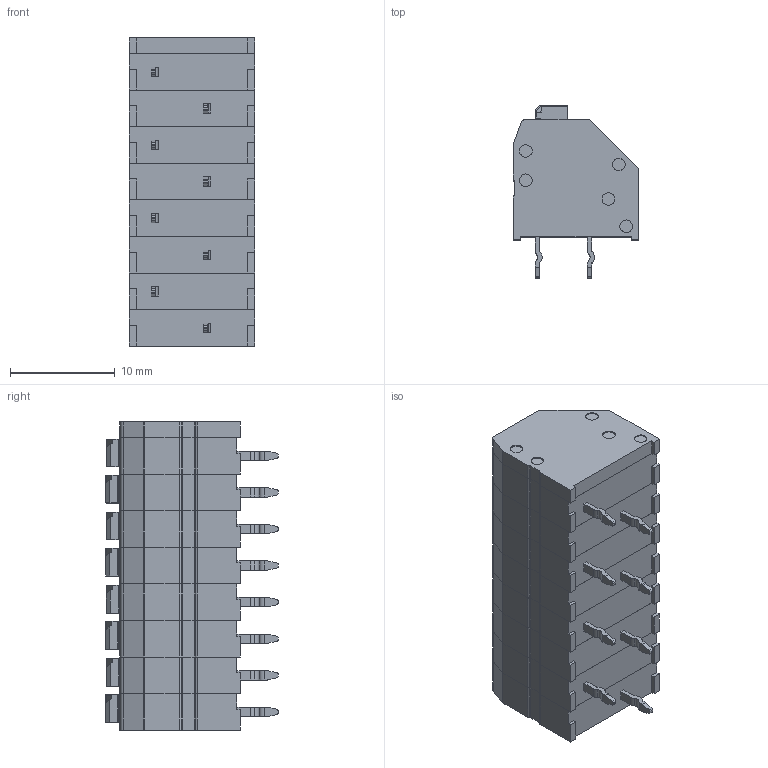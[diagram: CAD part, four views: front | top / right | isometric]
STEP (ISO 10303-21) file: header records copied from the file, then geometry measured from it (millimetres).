
FILE_DESCRIPTION (( 'STEP AP214' ), '1' );
FILE_NAME ('CUI_DEVICES_TBL002A-350-08GR-2OR.step', '2019-10-22T07:25:44', ( '' ), ( '' ), 'SwSTEP 2.0', 'SolidWorks 2019', '' );
FILE_SCHEMA (( 'AUTOMOTIVE_DESIGN' ));
Length unit declared in the file: millimetre
Products named in the file (6): TBL002A-350 - PUSH BUTTON B_Orange; TBL002A-350 - PUSH BUTTON A_Orange; TBL002A-350 - BODY B_Green; TBL002A-350 - BODY A_Green; CUI_DEVICES_TBL002A-350-08GR-2OR; TBL002A-350 - END CAP_Green
Assembly tree (17 placements, depth 2):
  CUI_DEVICES_TBL002A-350-08GR-2OR
    TBL002A-350 - END CAP_Green
    TBL002A-350 - BODY A_Green  x4
    TBL002A-350 - BODY B_Green  x4
    TBL002A-350 - PUSH BUTTON A_Orange  x4
    TBL002A-350 - PUSH BUTTON B_Orange  x4
Bounding box: 12 x 16.5 x 29.5 mm (x, y, z)
Volume: 3284.2 mm3; surface area: 4857.5 mm2
Topology: 17 solids, 17 shells, 1106 faces, 2888 edges, 1904 vertices
Faces by surface type: plane 672, cylinder 354, cone 80
Entity records: 12970 total; most frequent: CARTESIAN_POINT 1688, DIRECTION 1644, ORIENTED_EDGE 1588, EDGE_CURVE 794, VECTOR 556, LINE 556, AXIS2_PLACEMENT_3D 544, VERTEX_POINT 524
